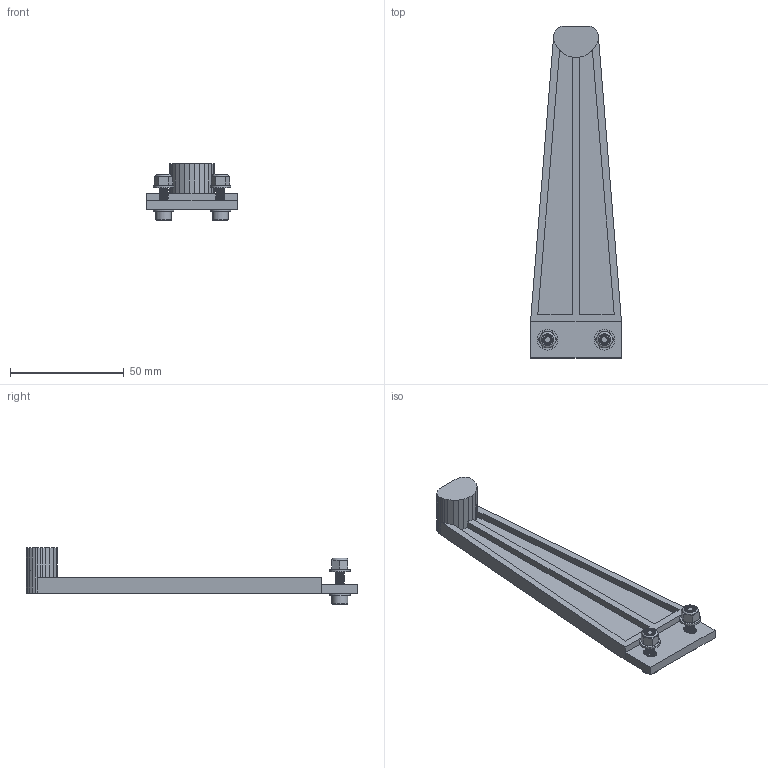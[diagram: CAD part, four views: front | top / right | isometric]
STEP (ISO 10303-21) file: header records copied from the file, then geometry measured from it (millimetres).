
FILE_DESCRIPTION(/* description */ (''),/* implementation_level */ '2;1');
FILE_NAME(/* name */ 'Filament Holder.step',/* time_stamp */ '2018-04-09T13:21:55+02:00',/* author */ ('boelle'),/* organization */ (''),/* preprocessor_version */ 'ST-DEVELOPER v16.13',/* originating_system */ 'Autodesk Translation Framework v6.5.0.72',/* authorisation */ '');
FILE_SCHEMA (('AUTOMOTIVE_DESIGN { 1 0 10303 214 3 1 1 }'));
Length unit declared in the file: millimetre
Products named in the file (13): Filament Holder; M4 Washer; M4 Washer_1; M4x16; M4x16_1; 91290A154; M4 Washer_2; M4 Washer_3; 98269A430; M4 Lock Nut; M4 Lock Nut_1; 94645A101; filament holder_1
Assembly tree (17 placements, depth 3):
  Filament Holder
    M4 Washer
      98269A430
    M4 Washer_1
      98269A430
    M4x16
      91290A154
    M4x16_1
      91290A154
    M4 Washer_2
      98269A430
    M4 Washer_3
      98269A430
    M4 Lock Nut
      94645A101
    M4 Lock Nut_1
      94645A101
    filament holder_1
Bounding box: 40 x 145.97 x 24.9 mm (x, y, z)
Volume: 24932.1 mm3; surface area: 15980 mm2
Topology: 11 solids, 11 shells, 406 faces, 1112 edges, 736 vertices
Faces by surface type: plane 183, cylinder 137, cone 76, torus 6, bspline 4
Full cylindrical faces by diameter (mm): 3.091 x42, 3.359 x2, 3.441 x10, 4 x54, 4.3 x4, 4.346 x2, 7 x2, 9 x4
Entity records: 13459 total; most frequent: CARTESIAN_POINT 6401, ORIENTED_EDGE 1480, DIRECTION 1283, EDGE_CURVE 740, VERTEX_POINT 489, LINE 475, VECTOR 475, AXIS2_PLACEMENT_3D 404
